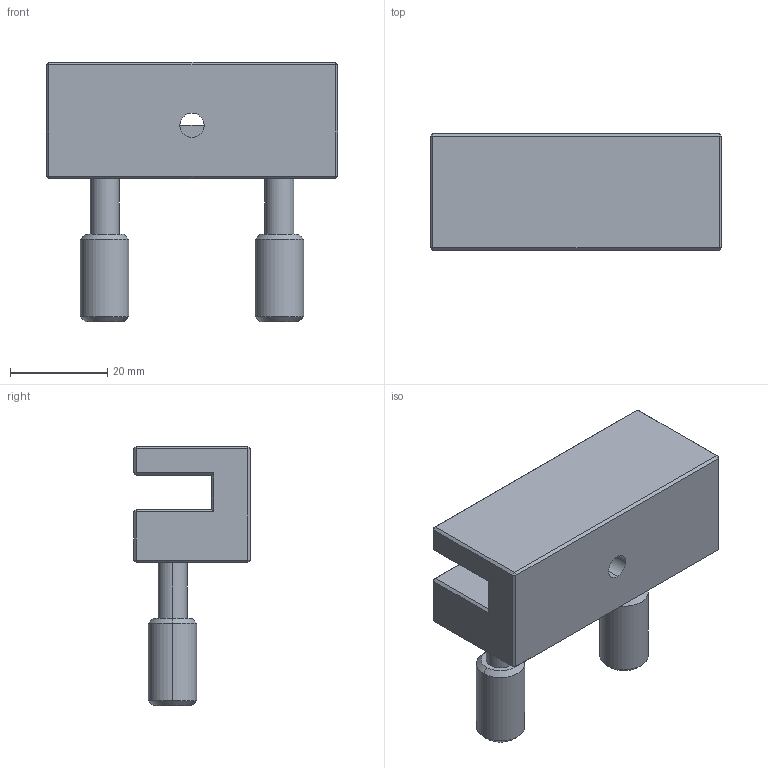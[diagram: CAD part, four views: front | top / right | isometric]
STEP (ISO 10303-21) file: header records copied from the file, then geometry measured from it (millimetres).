
FILE_DESCRIPTION (( 'STEP AP203' ), '1' );
FILE_NAME ('GCM-1302M三维外形图.STEP', '2016-12-30T00:29:57', ( '' ), ( '' ), 'SwSTEP 2.0', 'SolidWorks 2015', '' );
FILE_SCHEMA (( 'CONFIG_CONTROL_DESIGN' ));
Length unit declared in the file: millimetre
Products named in the file (2): GCM-1302M三维外形图
Bounding box: 60 x 24 x 53.5 mm (x, y, z)
Volume: 30639.5 mm3; surface area: 10564.1 mm2
Topology: 1 solids, 3 shells, 103 faces, 216 edges, 126 vertices
Faces by surface type: plane 63, cylinder 28, cone 12
Entity records: 2851 total; most frequent: DIRECTION 496, CARTESIAN_POINT 447, ORIENTED_EDGE 432, EDGE_CURVE 216, AXIS2_PLACEMENT_3D 175, LINE 146, VECTOR 146, VERTEX_POINT 126
